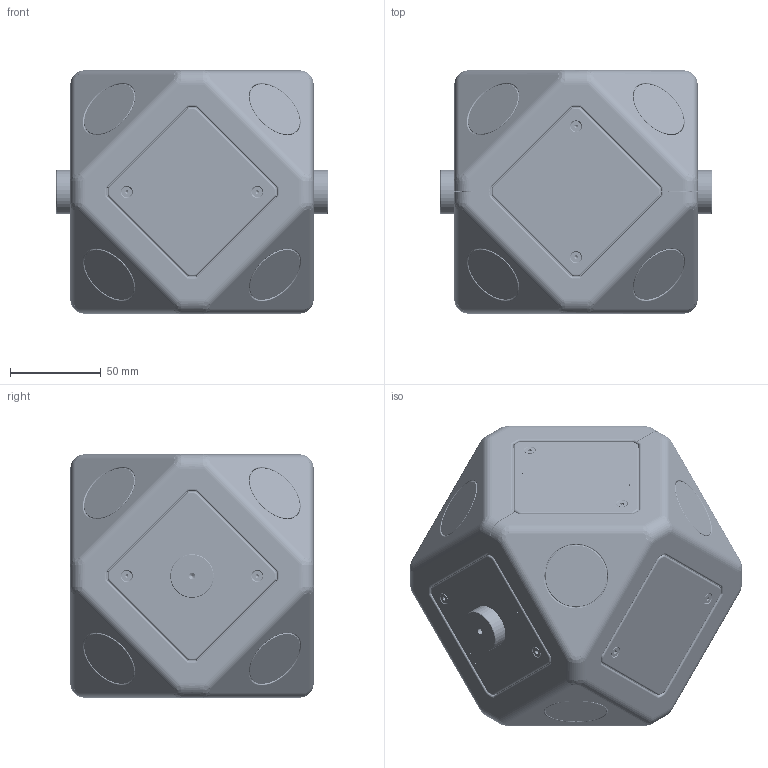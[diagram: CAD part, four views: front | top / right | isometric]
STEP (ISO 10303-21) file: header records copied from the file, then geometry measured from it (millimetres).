
FILE_DESCRIPTION (( 'STEP AP214' ), '1' );
FILE_NAME ('19.11.08_4P4-CUSTOM.STEP', '2019-11-08T09:29:28', ( '' ), ( '' ), 'SwSTEP 2.0', 'SolidWorks 2018', '' );
FILE_SCHEMA (( 'AUTOMOTIVE_DESIGN' ));
Length unit declared in the file: millimetre
Products named in the file (1): 19.11.08_4P4-CUSTOM
Bounding box: 150 x 134.2 x 134.2 mm (x, y, z)
Surface area: 394327.5 mm2 (no closed solid volume)
Topology: 0 solids, 108 shells, 6728 faces, 17806 edges, 11492 vertices
Faces by surface type: plane 4306, cylinder 1086, bspline 706, cone 412, torus 170, sphere 48
Entity records: 333436 total; most frequent: CARTESIAN_POINT 97279, ORIENTED_EDGE 35252, DIRECTION 30524, EDGE_CURVE 17742, LINE 13042, VECTOR 13042, VERTEX_POINT 11488, AXIS2_PLACEMENT_3D 8741
